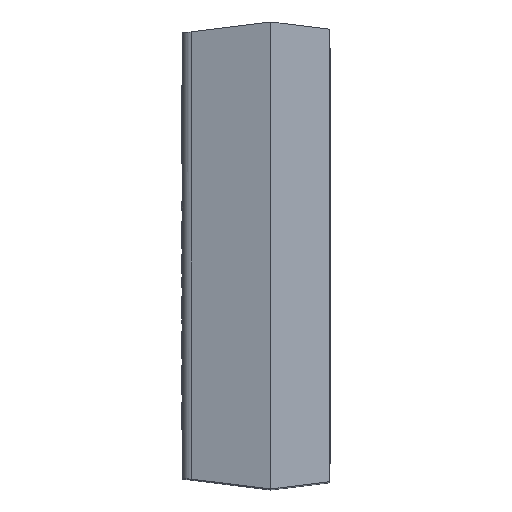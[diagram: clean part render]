
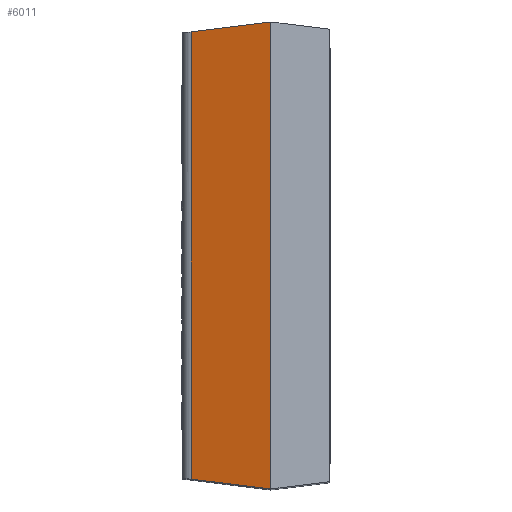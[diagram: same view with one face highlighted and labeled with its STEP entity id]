
A CAD part, top view. The second image highlights one B-rep face of the part: STEP entity #6011.
In plain terms, the highlighted planar face has unit normal (-0.259, 0, 0.966).
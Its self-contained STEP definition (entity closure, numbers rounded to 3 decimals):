
#356=PLANE('',#6402);
#580=FACE_OUTER_BOUND('',#929,.T.);
#929=EDGE_LOOP('',(#4216,#4217,#4218,#4219));
#1244=LINE('',#8808,#1888);
#1249=LINE('',#8819,#1893);
#1325=LINE('',#9022,#1969);
#1333=LINE('',#9035,#1977);
#1888=VECTOR('',#6950,1.);
#1893=VECTOR('',#6959,1000.);
#1969=VECTOR('',#7151,1000.);
#1977=VECTOR('',#7165,1000.);
#2535=VERTEX_POINT('',#8805);
#2536=VERTEX_POINT('',#8807);
#2540=VERTEX_POINT('',#8817);
#2609=VERTEX_POINT('',#9021);
#3133=EDGE_CURVE('',#2535,#2536,#1244,.T.);
#3139=EDGE_CURVE('',#2540,#2535,#1249,.T.);
#3241=EDGE_CURVE('',#2609,#2536,#1325,.T.);
#3249=EDGE_CURVE('',#2609,#2540,#1333,.T.);
#4216=ORIENTED_EDGE('',*,*,#3133,.F.);
#4217=ORIENTED_EDGE('',*,*,#3139,.F.);
#4218=ORIENTED_EDGE('',*,*,#3249,.F.);
#4219=ORIENTED_EDGE('',*,*,#3241,.T.);
#6011=ADVANCED_FACE('',(#580),#356,.F.);
#6402=AXIS2_PLACEMENT_3D('',#9034,#7163,#7164);
#6950=DIRECTION('',(0.,1.,0.));
#6959=DIRECTION('',(-0.959,0.118,-0.257));
#7151=DIRECTION('',(-0.959,-0.118,-0.257));
#7163=DIRECTION('center_axis',(0.259,0.,-0.966));
#7164=DIRECTION('ref_axis',(0.966,0.,0.259));
#7165=DIRECTION('',(0.,-1.,0.));
#8805=CARTESIAN_POINT('',(-1.994,-7.568,24.546));
#8807=CARTESIAN_POINT('',(-1.994,7.568,24.546));
#8808=CARTESIAN_POINT('',(-1.994,7.9,24.546));
#8817=CARTESIAN_POINT('',(0.71,-7.9,25.27));
#8819=CARTESIAN_POINT('',(-4.033,-7.318,23.999));
#9021=CARTESIAN_POINT('',(0.71,7.9,25.27));
#9022=CARTESIAN_POINT('',(-2.248,7.537,24.477));
#9034=CARTESIAN_POINT('Origin',(-2.29,7.9,24.466));
#9035=CARTESIAN_POINT('',(0.71,7.9,25.27));
